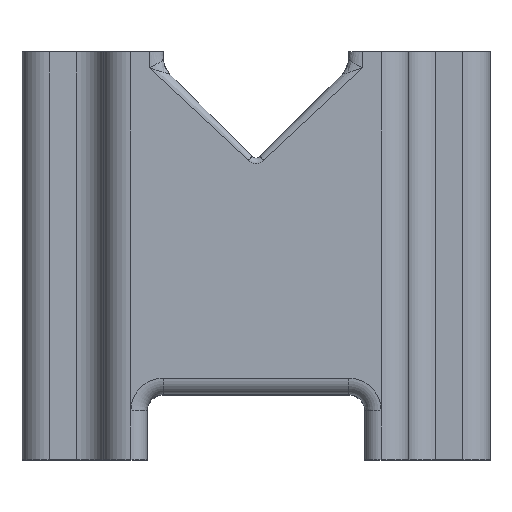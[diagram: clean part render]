
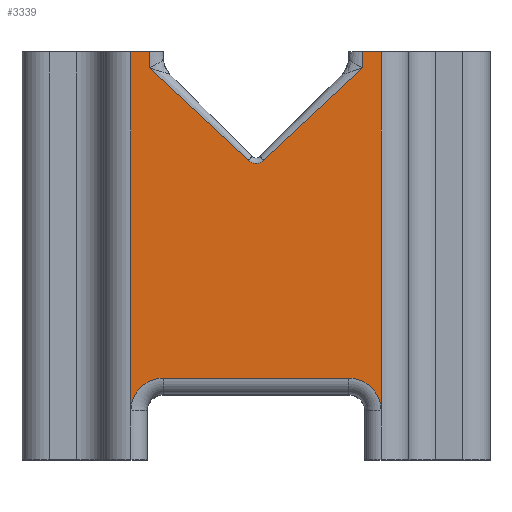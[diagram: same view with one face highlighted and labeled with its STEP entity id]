
A CAD part, top view. The second image highlights one B-rep face of the part: STEP entity #3339.
In plain terms, the highlighted planar face has unit normal (0, 0, 1).
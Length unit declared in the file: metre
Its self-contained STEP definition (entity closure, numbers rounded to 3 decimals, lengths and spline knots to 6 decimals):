
#118=B_SPLINE_CURVE_WITH_KNOTS('',3,(#4767,#4768,#4769,#4770),
 .UNSPECIFIED.,.F.,.F.,(4,4),(0.1398,0.921464),
 .UNSPECIFIED.);
#119=B_SPLINE_CURVE_WITH_KNOTS('',3,(#4785,#4786,#4787,#4788),
 .UNSPECIFIED.,.F.,.F.,(4,4),(0.078536,0.8602),
 .UNSPECIFIED.);
#288=PLANE('',#3675);
#372=CIRCLE('',#3536,0.002);
#385=CIRCLE('',#3558,0.006);
#389=CIRCLE('',#3564,0.006);
#1098=ORIENTED_EDGE('',*,*,#1577,.F.);
#1099=ORIENTED_EDGE('',*,*,#1576,.F.);
#1100=ORIENTED_EDGE('',*,*,#1874,.T.);
#1101=ORIENTED_EDGE('',*,*,#1875,.T.);
#1102=ORIENTED_EDGE('',*,*,#1588,.F.);
#1103=ORIENTED_EDGE('',*,*,#1741,.T.);
#1104=ORIENTED_EDGE('',*,*,#1586,.F.);
#1105=ORIENTED_EDGE('',*,*,#1876,.F.);
#1106=ORIENTED_EDGE('',*,*,#1877,.T.);
#1107=ORIENTED_EDGE('',*,*,#1571,.T.);
#1108=ORIENTED_EDGE('',*,*,#1570,.T.);
#1109=ORIENTED_EDGE('',*,*,#1764,.T.);
#1110=ORIENTED_EDGE('',*,*,#1767,.F.);
#1111=ORIENTED_EDGE('',*,*,#1770,.T.);
#1570=EDGE_CURVE('',#2064,#2065,#2382,.T.);
#1571=EDGE_CURVE('',#2066,#2064,#2383,.T.);
#1576=EDGE_CURVE('',#2068,#2069,#2385,.T.);
#1577=EDGE_CURVE('',#2069,#2070,#2386,.T.);
#1586=EDGE_CURVE('',#2077,#2078,#118,.T.);
#1588=EDGE_CURVE('',#2079,#2080,#119,.T.);
#1741=EDGE_CURVE('',#2079,#2078,#372,.T.);
#1764=EDGE_CURVE('',#2065,#2208,#385,.T.);
#1767=EDGE_CURVE('',#2210,#2208,#2432,.T.);
#1770=EDGE_CURVE('',#2210,#2070,#389,.T.);
#1874=EDGE_CURVE('',#2068,#2263,#2480,.T.);
#1875=EDGE_CURVE('',#2263,#2080,#2481,.T.);
#1876=EDGE_CURVE('',#2264,#2077,#2482,.T.);
#1877=EDGE_CURVE('',#2264,#2066,#2483,.T.);
#2064=VERTEX_POINT('',#4707);
#2065=VERTEX_POINT('',#4708);
#2066=VERTEX_POINT('',#4710);
#2068=VERTEX_POINT('',#4717);
#2069=VERTEX_POINT('',#4719);
#2070=VERTEX_POINT('',#4721);
#2077=VERTEX_POINT('',#4766);
#2078=VERTEX_POINT('',#4771);
#2079=VERTEX_POINT('',#4789);
#2080=VERTEX_POINT('',#4790);
#2208=VERTEX_POINT('',#6288);
#2210=VERTEX_POINT('',#6294);
#2263=VERTEX_POINT('',#6511);
#2264=VERTEX_POINT('',#6514);
#2382=LINE('',#4706,#2574);
#2383=LINE('',#4709,#2575);
#2385=LINE('',#4718,#2577);
#2386=LINE('',#4720,#2578);
#2432=LINE('',#6295,#2624);
#2480=LINE('',#6510,#2672);
#2481=LINE('',#6512,#2673);
#2482=LINE('',#6513,#2674);
#2483=LINE('',#6515,#2675);
#2574=VECTOR('',#3878,1.);
#2575=VECTOR('',#3879,1.);
#2577=VECTOR('',#3889,1.);
#2578=VECTOR('',#3890,1.);
#2624=VECTOR('',#4102,1.);
#2672=VECTOR('',#4380,1.);
#2673=VECTOR('',#4381,1.);
#2674=VECTOR('',#4382,1.);
#2675=VECTOR('',#4383,1.);
#2834=EDGE_LOOP('',(#1098,#1099,#1100,#1101,#1102,#1103,#1104,#1105,#1106,
#1107,#1108,#1109,#1110,#1111));
#3059=FACE_BOUND('',#2834,.T.);
#3339=ADVANCED_FACE('',(#3059),#288,.F.);
#3536=AXIS2_PLACEMENT_3D('',#6102,#4043,#4044);
#3558=AXIS2_PLACEMENT_3D('',#6289,#4095,#4096);
#3564=AXIS2_PLACEMENT_3D('',#6300,#4109,#4110);
#3675=AXIS2_PLACEMENT_3D('',#6509,#4378,#4379);
#3878=DIRECTION('',(0.,-1.,0.));
#3879=DIRECTION('',(0.,-1.,0.));
#3889=DIRECTION('',(0.,-1.,0.));
#3890=DIRECTION('',(0.,-1.,0.));
#4043=DIRECTION('',(0.,0.,-1.));
#4044=DIRECTION('',(-1.,0.,0.));
#4095=DIRECTION('',(0.,0.,-1.));
#4096=DIRECTION('',(-1.,0.,0.));
#4102=DIRECTION('',(-1.,0.,0.));
#4109=DIRECTION('',(0.,0.,-1.));
#4110=DIRECTION('',(-1.,0.,0.));
#4378=DIRECTION('',(0.,0.,-1.));
#4379=DIRECTION('',(-1.,0.,0.));
#4380=DIRECTION('',(-1.,0.,0.));
#4381=DIRECTION('',(0.,-1.,0.));
#4382=DIRECTION('',(0.,-1.,0.));
#4383=DIRECTION('',(-1.,0.,0.));
#4706=CARTESIAN_POINT('',(-0.023,0.269757,0.043));
#4707=CARTESIAN_POINT('',(-0.023,0.072,0.043));
#4708=CARTESIAN_POINT('',(-0.023,0.009,0.043));
#4709=CARTESIAN_POINT('',(-0.023,0.075,0.043));
#4710=CARTESIAN_POINT('',(-0.023,0.075,0.043));
#4717=CARTESIAN_POINT('',(0.023,0.075,0.043));
#4718=CARTESIAN_POINT('',(0.023,0.075,0.043));
#4719=CARTESIAN_POINT('',(0.023,0.072,0.043));
#4720=CARTESIAN_POINT('',(0.023,0.269757,0.043));
#4721=CARTESIAN_POINT('',(0.023,0.009,0.043));
#4766=CARTESIAN_POINT('',(-0.019644,0.072,0.043));
#4767=CARTESIAN_POINT('',(-0.021318,0.0735,0.043));
#4768=CARTESIAN_POINT('',(-0.014566,0.067451,0.043));
#4769=CARTESIAN_POINT('',(-0.007815,0.061401,0.043));
#4770=CARTESIAN_POINT('',(-0.001414,0.055,0.043));
#4771=CARTESIAN_POINT('',(-0.001414,0.055,0.043));
#4785=CARTESIAN_POINT('',(0.001414,0.055,0.043));
#4786=CARTESIAN_POINT('',(0.007815,0.061401,0.043));
#4787=CARTESIAN_POINT('',(0.014566,0.067451,0.043));
#4788=CARTESIAN_POINT('',(0.021318,0.0735,0.043));
#4789=CARTESIAN_POINT('',(0.001414,0.055,0.043));
#4790=CARTESIAN_POINT('',(0.019644,0.072,0.043));
#6102=CARTESIAN_POINT('',(0.,0.056414,0.043));
#6288=CARTESIAN_POINT('',(-0.017,0.015,0.043));
#6289=CARTESIAN_POINT('',(-0.017,0.009,0.043));
#6294=CARTESIAN_POINT('',(0.017,0.015,0.043));
#6295=CARTESIAN_POINT('',(0.017,0.015,0.043));
#6300=CARTESIAN_POINT('',(0.017,0.009,0.043));
#6509=CARTESIAN_POINT('',(0.0115,0.269757,0.043));
#6510=CARTESIAN_POINT('',(0.0115,0.075,0.043));
#6511=CARTESIAN_POINT('',(0.019644,0.075,0.043));
#6512=CARTESIAN_POINT('',(0.019644,0.075,0.043));
#6513=CARTESIAN_POINT('',(-0.019644,0.075,0.043));
#6514=CARTESIAN_POINT('',(-0.019644,0.075,0.043));
#6515=CARTESIAN_POINT('',(0.0115,0.075,0.043));
